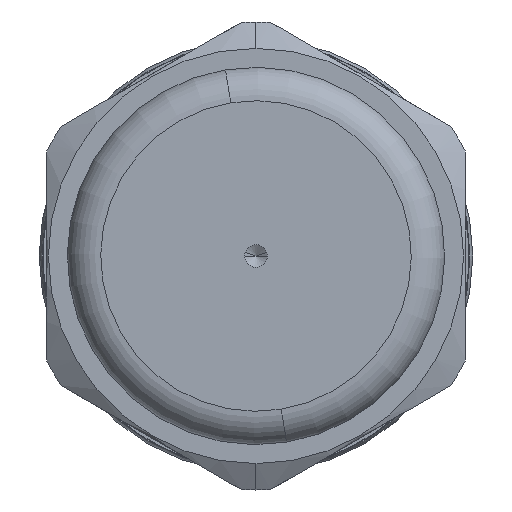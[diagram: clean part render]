
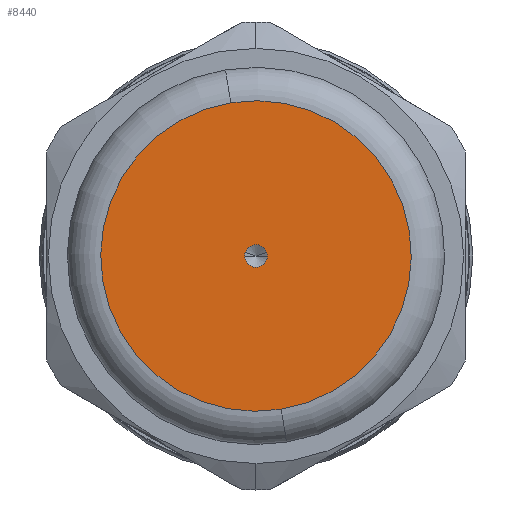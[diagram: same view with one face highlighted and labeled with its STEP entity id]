
A CAD part, left-side view. The second image highlights one B-rep face of the part: STEP entity #8440.
In plain terms, the highlighted planar face has unit normal (-1, 0, 0).
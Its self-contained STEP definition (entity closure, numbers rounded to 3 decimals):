
#16 = AXIS2_PLACEMENT_3D ( 'NONE', #15102, #2920, #12635 ) ;
#250 = EDGE_LOOP ( 'NONE', ( #5502, #2762 ) ) ;
#399 = EDGE_CURVE ( 'NONE', #1186, #1718, #10736, .T. ) ;
#698 = VERTEX_POINT ( 'NONE', #12535 ) ;
#808 = AXIS2_PLACEMENT_3D ( 'NONE', #11238, #8787, #11338 ) ;
#1186 = VERTEX_POINT ( 'NONE', #7794 ) ;
#1718 = VERTEX_POINT ( 'NONE', #15687 ) ;
#2187 = PLANE ( 'NONE',  #13963 ) ;
#2258 = CIRCLE ( 'NONE', #6326, 8.23 ) ;
#2279 = VERTEX_POINT ( 'NONE', #6569 ) ;
#2295 = ORIENTED_EDGE ( 'NONE', *, *, #5437, .F. ) ;
#2387 = CARTESIAN_POINT ( 'NONE',  ( -23., -0.097, -0.592 ) ) ;
#2674 = EDGE_CURVE ( 'NONE', #1718, #1186, #2865, .T. ) ;
#2726 = DIRECTION ( 'NONE',  ( 0., -0.162, -0.987 ) ) ;
#2762 = ORIENTED_EDGE ( 'NONE', *, *, #399, .T. ) ;
#2809 = EDGE_CURVE ( 'NONE', #698, #2279, #12203, .T. ) ;
#2865 = CIRCLE ( 'NONE', #11477, 0.6 ) ;
#2920 = DIRECTION ( 'NONE',  ( 1., 0., 0. ) ) ;
#3894 = CARTESIAN_POINT ( 'NONE',  ( -23., 0., 0. ) ) ;
#4144 = CARTESIAN_POINT ( 'NONE',  ( -23., 0., 0. ) ) ;
#5437 = EDGE_CURVE ( 'NONE', #2279, #698, #2258, .T. ) ;
#5502 = ORIENTED_EDGE ( 'NONE', *, *, #2674, .T. ) ;
#6174 = EDGE_LOOP ( 'NONE', ( #8891, #2295 ) ) ;
#6326 = AXIS2_PLACEMENT_3D ( 'NONE', #4144, #13814, #7828 ) ;
#6569 = CARTESIAN_POINT ( 'NONE',  ( -23., 1.336, 8.121 ) ) ;
#7794 = CARTESIAN_POINT ( 'NONE',  ( -23., 0.097, 0.592 ) ) ;
#7828 = DIRECTION ( 'NONE',  ( 0., -0.162, -0.987 ) ) ;
#8440 = ADVANCED_FACE ( 'NONE', ( #14380, #11141 ), #2187, .T. ) ;
#8787 = DIRECTION ( 'NONE',  ( 1., 0., 0. ) ) ;
#8891 = ORIENTED_EDGE ( 'NONE', *, *, #2809, .F. ) ;
#10006 = DIRECTION ( 'NONE',  ( 1., 0., 0. ) ) ;
#10736 = CIRCLE ( 'NONE', #808, 0.6 ) ;
#10795 = DIRECTION ( 'NONE',  ( 0., 0.162, 0.987 ) ) ;
#11141 = FACE_OUTER_BOUND ( 'NONE', #6174, .T. ) ;
#11238 = CARTESIAN_POINT ( 'NONE',  ( -23., 0., 0. ) ) ;
#11338 = DIRECTION ( 'NONE',  ( 0., -0.162, -0.987 ) ) ;
#11477 = AXIS2_PLACEMENT_3D ( 'NONE', #3894, #10006, #2726 ) ;
#12203 = CIRCLE ( 'NONE', #16, 8.23 ) ;
#12535 = CARTESIAN_POINT ( 'NONE',  ( -23., -1.336, -8.121 ) ) ;
#12635 = DIRECTION ( 'NONE',  ( 0., -0.162, -0.987 ) ) ;
#13814 = DIRECTION ( 'NONE',  ( 1., 0., 0. ) ) ;
#13963 = AXIS2_PLACEMENT_3D ( 'NONE', #2387, #15573, #10795 ) ;
#14380 = FACE_BOUND ( 'NONE', #250, .T. ) ;
#15102 = CARTESIAN_POINT ( 'NONE',  ( -23., 0., 0. ) ) ;
#15573 = DIRECTION ( 'NONE',  ( -1., 0., 0. ) ) ;
#15687 = CARTESIAN_POINT ( 'NONE',  ( -23., -0.097, -0.592 ) ) ;
